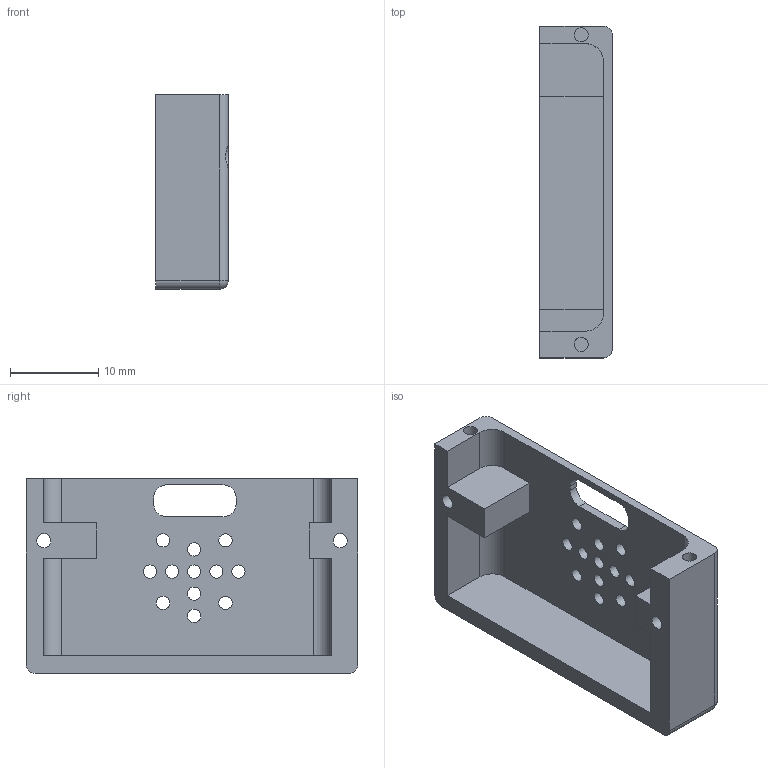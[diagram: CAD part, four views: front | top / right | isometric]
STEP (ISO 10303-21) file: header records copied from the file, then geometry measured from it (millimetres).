
FILE_DESCRIPTION(/* description */ (''),/* implementation_level */ '2;1');
FILE_NAME(/* name */ '右底座.step',/* time_stamp */ '2022-05-25T21:56:20+08:00',/* author */ (''),/* organization */ (''),/* preprocessor_version */ 'ST-DEVELOPER v19',/* originating_system */ 'Autodesk Translation Framework v11.7.0.108',/* authorisation */ '');
FILE_SCHEMA (('AUTOMOTIVE_DESIGN { 1 0 10303 214 3 1 1 }'));
Length unit declared in the file: millimetre
Products named in the file (1): 右底座
Bounding box: 8.2 x 37.5 x 22 mm (x, y, z)
Volume: 2155.6 mm3; surface area: 3111.3 mm2
Topology: 1 solids, 1 shells, 59 faces, 159 edges, 104 vertices
Faces by surface type: cylinder 31, plane 26, sphere 2
Full cylindrical faces by diameter (mm): 1.5 x12, 1.6 x4, 3.5 x2
Entity records: 1993 total; most frequent: CARTESIAN_POINT 354, DIRECTION 339, ORIENTED_EDGE 318, EDGE_CURVE 159, AXIS2_PLACEMENT_3D 123, VERTEX_POINT 104, LINE 93, VECTOR 93
